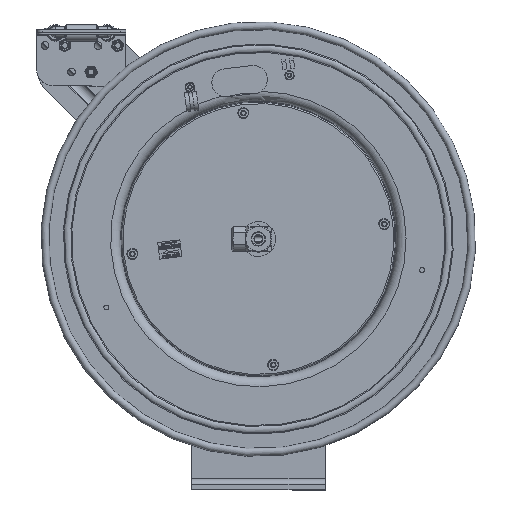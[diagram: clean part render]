
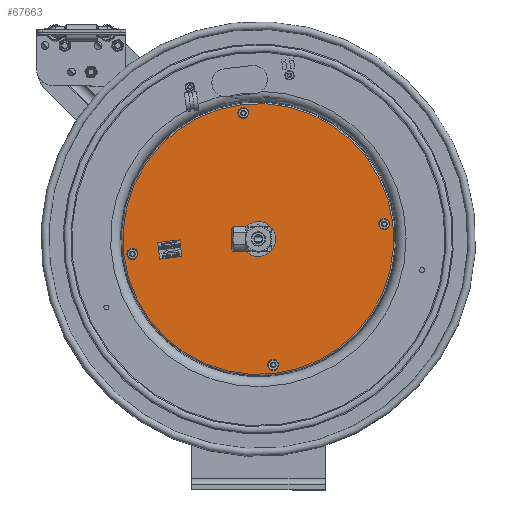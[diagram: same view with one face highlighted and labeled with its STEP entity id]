
A CAD part, top view. The second image highlights one B-rep face of the part: STEP entity #67663.
In plain terms, the highlighted planar face has unit normal (0, 0, 1).
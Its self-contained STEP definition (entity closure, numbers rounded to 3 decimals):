
#3438=FACE_BOUND('',#10056,.T.);
#3439=FACE_BOUND('',#10057,.T.);
#3440=FACE_BOUND('',#10058,.T.);
#3441=FACE_BOUND('',#10059,.T.);
#3442=FACE_BOUND('',#10060,.T.);
#4630=CIRCLE('',#71575,6.078);
#4631=CIRCLE('',#71576,0.655);
#4632=CIRCLE('',#71577,0.14);
#4633=CIRCLE('',#71578,0.14);
#4634=CIRCLE('',#71579,0.14);
#4635=CIRCLE('',#71580,0.14);
#7235=FACE_OUTER_BOUND('',#10055,.T.);
#10055=EDGE_LOOP('',(#49391));
#10056=EDGE_LOOP('',(#49392));
#10057=EDGE_LOOP('',(#49393));
#10058=EDGE_LOOP('',(#49394));
#10059=EDGE_LOOP('',(#49395));
#10060=EDGE_LOOP('',(#49396));
#27319=VERTEX_POINT('',#95428);
#27320=VERTEX_POINT('',#95430);
#27321=VERTEX_POINT('',#95432);
#27322=VERTEX_POINT('',#95434);
#27323=VERTEX_POINT('',#95436);
#27324=VERTEX_POINT('',#95438);
#36585=EDGE_CURVE('',#27319,#27319,#4630,.T.);
#36586=EDGE_CURVE('',#27320,#27320,#4631,.T.);
#36587=EDGE_CURVE('',#27321,#27321,#4632,.T.);
#36588=EDGE_CURVE('',#27322,#27322,#4633,.T.);
#36589=EDGE_CURVE('',#27323,#27323,#4634,.T.);
#36590=EDGE_CURVE('',#27324,#27324,#4635,.T.);
#49391=ORIENTED_EDGE('',*,*,#36585,.F.);
#49392=ORIENTED_EDGE('',*,*,#36586,.T.);
#49393=ORIENTED_EDGE('',*,*,#36587,.T.);
#49394=ORIENTED_EDGE('',*,*,#36588,.T.);
#49395=ORIENTED_EDGE('',*,*,#36589,.T.);
#49396=ORIENTED_EDGE('',*,*,#36590,.T.);
#63265=PLANE('',#71574);
#67663=ADVANCED_FACE('',(#7235,#3438,#3439,#3440,#3441,#3442),#63265,.T.);
#71574=AXIS2_PLACEMENT_3D('',#95427,#78810,#78811);
#71575=AXIS2_PLACEMENT_3D('',#95429,#78812,#78813);
#71576=AXIS2_PLACEMENT_3D('',#95431,#78814,#78815);
#71577=AXIS2_PLACEMENT_3D('',#95433,#78816,#78817);
#71578=AXIS2_PLACEMENT_3D('',#95435,#78818,#78819);
#71579=AXIS2_PLACEMENT_3D('',#95437,#78820,#78821);
#71580=AXIS2_PLACEMENT_3D('',#95439,#78822,#78823);
#78810=DIRECTION('center_axis',(0.,0.,
1.));
#78811=DIRECTION('ref_axis',(0.993,0.117,0.));
#78812=DIRECTION('center_axis',(0.,0.,
-1.));
#78813=DIRECTION('ref_axis',(0.993,0.117,0.));
#78814=DIRECTION('center_axis',(0.,0.,
-1.));
#78815=DIRECTION('ref_axis',(-0.993,-0.117,0.));
#78816=DIRECTION('center_axis',(0.,0.,
-1.));
#78817=DIRECTION('ref_axis',(0.993,0.117,0.));
#78818=DIRECTION('center_axis',(0.,0.,
-1.));
#78819=DIRECTION('ref_axis',(0.993,0.117,0.));
#78820=DIRECTION('center_axis',(0.,0.,
-1.));
#78821=DIRECTION('ref_axis',(0.993,0.117,0.));
#78822=DIRECTION('center_axis',(0.,0.,
-1.));
#78823=DIRECTION('ref_axis',(0.993,0.117,0.));
#95427=CARTESIAN_POINT('Origin',(0.,11.252,
4.869));
#95428=CARTESIAN_POINT('',(-6.035,10.538,4.869));
#95429=CARTESIAN_POINT('Origin',(0.,11.252,
4.869));
#95430=CARTESIAN_POINT('',(0.65,11.329,4.869));
#95431=CARTESIAN_POINT('Origin',(0.,11.252,
4.869));
#95432=CARTESIAN_POINT('',(5.787,11.936,4.869));
#95433=CARTESIAN_POINT('Origin',(5.648,11.92,4.869));
#95434=CARTESIAN_POINT('',(-5.509,10.6,4.869));
#95435=CARTESIAN_POINT('Origin',(-5.648,10.584,4.869));
#95436=CARTESIAN_POINT('',(-0.529,16.916,4.869));
#95437=CARTESIAN_POINT('Origin',(-0.668,16.9,4.869));
#95438=CARTESIAN_POINT('',(0.807,5.62,4.869));
#95439=CARTESIAN_POINT('Origin',(0.668,5.604,4.869));
